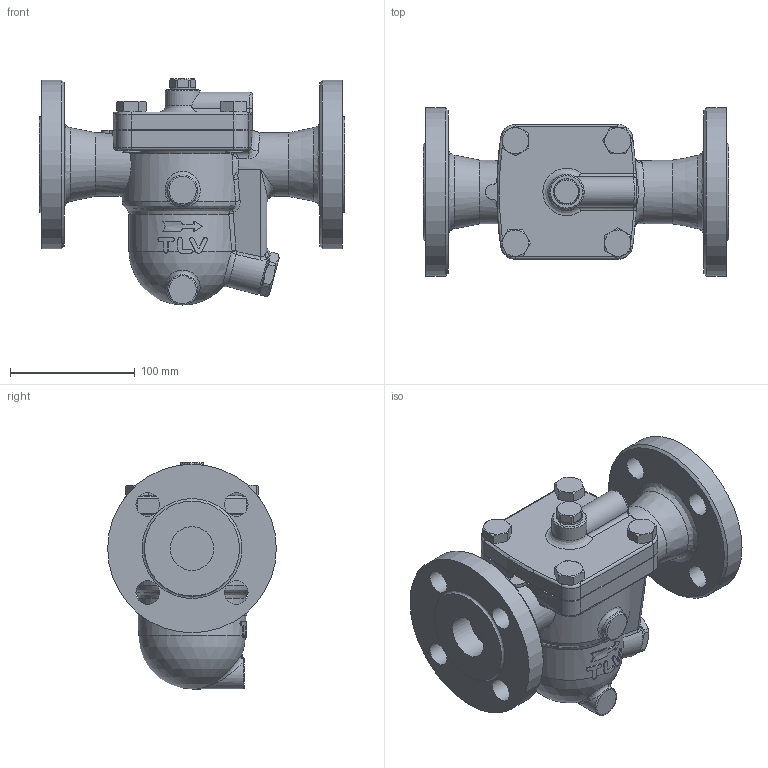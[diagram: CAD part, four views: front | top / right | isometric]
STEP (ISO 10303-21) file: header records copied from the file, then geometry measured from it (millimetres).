
FILE_DESCRIPTION((''),'2;1');
FILE_NAME('j5x00-032-jis20-00.stp','2010-09-28T11:58:45',('nakaot'),(''),'Autodesk Inventor 2008','Autodesk Inventor 2008','');
FILE_SCHEMA(('AUTOMOTIVE_DESIGN { 1 0 10303 214 1 1 1 1 }'));
Length unit declared in the file: millimetre
Products named in the file (1): j5x00-032-jis20-00
Bounding box: 245 x 135 x 181 mm (x, y, z)
Volume: 1888321.9 mm3; surface area: 180594.8 mm2
Topology: 1 solids, 1 shells, 331 faces, 826 edges, 504 vertices
Faces by surface type: plane 95, bspline 93, cylinder 64, cone 61, torus 17, sphere 1
Full cylindrical faces by diameter (mm): 14 x8, 19 x4, 21 x1, 24 x1, 28 x1, 35 x1, 51 x1, 77 x1, 135 x1
Entity records: 21061 total; most frequent: CARTESIAN_POINT 14278, ORIENTED_EDGE 1482, DIRECTION 1260, EDGE_CURVE 741, AXIS2_PLACEMENT_3D 558, VERTEX_POINT 475, EDGE_LOOP 418, FACE_OUTER_BOUND 331
